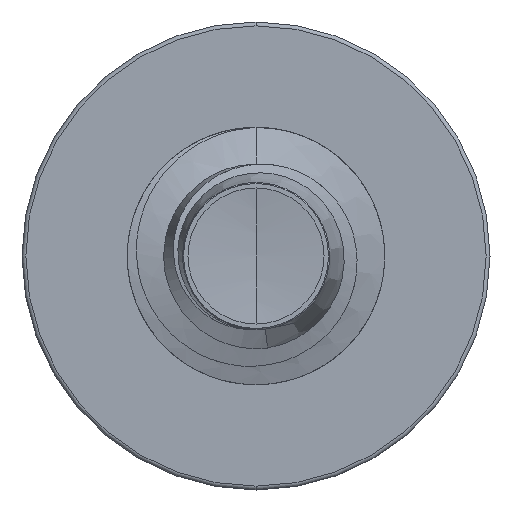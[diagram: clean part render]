
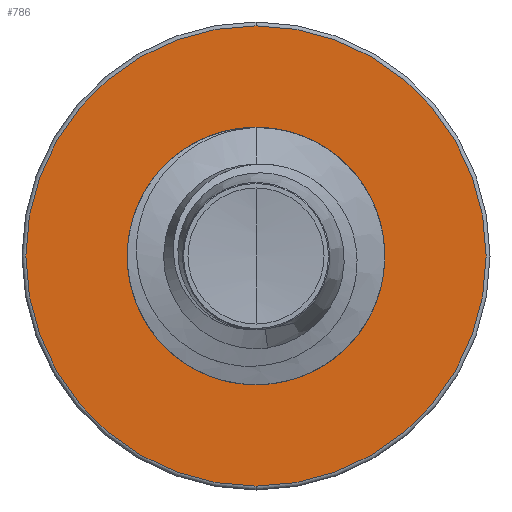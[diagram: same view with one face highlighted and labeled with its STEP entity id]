
A CAD part, front view. The second image highlights one B-rep face of the part: STEP entity #786.
In plain terms, the highlighted planar face has unit normal (0, -1, 0).
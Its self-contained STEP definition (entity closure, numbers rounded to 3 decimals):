
#140 = AXIS2_PLACEMENT_3D ( 'NONE', #2922, #8597, #3733 ) ;
#681 = VERTEX_POINT ( 'NONE', #9207 ) ;
#687 = EDGE_CURVE ( 'NONE', #681, #2569, #3532, .T. ) ;
#786 = ADVANCED_FACE ( 'NONE', ( #9763, #9514 ), #6889, .F. ) ;
#899 = CARTESIAN_POINT ( 'NONE',  ( 0., 4.5, 0. ) ) ;
#1095 = CIRCLE ( 'NONE', #7690, 1.05 ) ;
#1692 = DIRECTION ( 'NONE',  ( 0., 0., 1. ) ) ;
#1876 = AXIS2_PLACEMENT_3D ( 'NONE', #9217, #4229, #4364 ) ;
#2053 = ORIENTED_EDGE ( 'NONE', *, *, #687, .F. ) ;
#2569 = VERTEX_POINT ( 'NONE', #3594 ) ;
#2812 = CARTESIAN_POINT ( 'NONE',  ( 0., 4.5, 0. ) ) ;
#2922 = CARTESIAN_POINT ( 'NONE',  ( 0., 4.5, 0. ) ) ;
#3166 = ORIENTED_EDGE ( 'NONE', *, *, #8235, .F. ) ;
#3532 = CIRCLE ( 'NONE', #8554, 1.967 ) ;
#3594 = CARTESIAN_POINT ( 'NONE',  ( 0., 4.5, -1.967 ) ) ;
#3617 = DIRECTION ( 'NONE',  ( 0., 0., 1. ) ) ;
#3733 = DIRECTION ( 'NONE',  ( 0., 0., 1. ) ) ;
#3964 = EDGE_LOOP ( 'NONE', ( #2053, #3166 ) ) ;
#4095 = AXIS2_PLACEMENT_3D ( 'NONE', #2812, #8486, #3617 ) ;
#4229 = DIRECTION ( 'NONE',  ( 0., 1., 0. ) ) ;
#4364 = DIRECTION ( 'NONE',  ( 0., 0., 1. ) ) ;
#4620 = DIRECTION ( 'NONE',  ( 0., 1., 0. ) ) ;
#5029 = CARTESIAN_POINT ( 'NONE',  ( 0., 4.5, 0. ) ) ;
#5666 = DIRECTION ( 'NONE',  ( 0., 0., 1. ) ) ;
#5876 = CARTESIAN_POINT ( 'NONE',  ( 0., 4.5, -1.05 ) ) ;
#6442 = DIRECTION ( 'NONE',  ( 0., 1., 0. ) ) ;
#6802 = VERTEX_POINT ( 'NONE', #8000 ) ;
#6889 = PLANE ( 'NONE',  #1876 ) ;
#7169 = VERTEX_POINT ( 'NONE', #5876 ) ;
#7355 = CIRCLE ( 'NONE', #4095, 1.967 ) ;
#7690 = AXIS2_PLACEMENT_3D ( 'NONE', #899, #6442, #1692 ) ;
#8000 = CARTESIAN_POINT ( 'NONE',  ( 0., 4.5, 1.05 ) ) ;
#8235 = EDGE_CURVE ( 'NONE', #2569, #681, #7355, .T. ) ;
#8486 = DIRECTION ( 'NONE',  ( 0., 1., 0. ) ) ;
#8554 = AXIS2_PLACEMENT_3D ( 'NONE', #5029, #4620, #5666 ) ;
#8597 = DIRECTION ( 'NONE',  ( 0., 1., 0. ) ) ;
#8973 = EDGE_CURVE ( 'NONE', #7169, #6802, #10420, .T. ) ;
#9207 = CARTESIAN_POINT ( 'NONE',  ( 0., 4.5, 1.967 ) ) ;
#9217 = CARTESIAN_POINT ( 'NONE',  ( 0., 4.5, -1.05 ) ) ;
#9404 = ORIENTED_EDGE ( 'NONE', *, *, #9811, .T. ) ;
#9514 = FACE_BOUND ( 'NONE', #9669, .T. ) ;
#9669 = EDGE_LOOP ( 'NONE', ( #9404, #9878 ) ) ;
#9763 = FACE_OUTER_BOUND ( 'NONE', #3964, .T. ) ;
#9811 = EDGE_CURVE ( 'NONE', #6802, #7169, #1095, .T. ) ;
#9878 = ORIENTED_EDGE ( 'NONE', *, *, #8973, .T. ) ;
#10420 = CIRCLE ( 'NONE', #140, 1.05 ) ;
